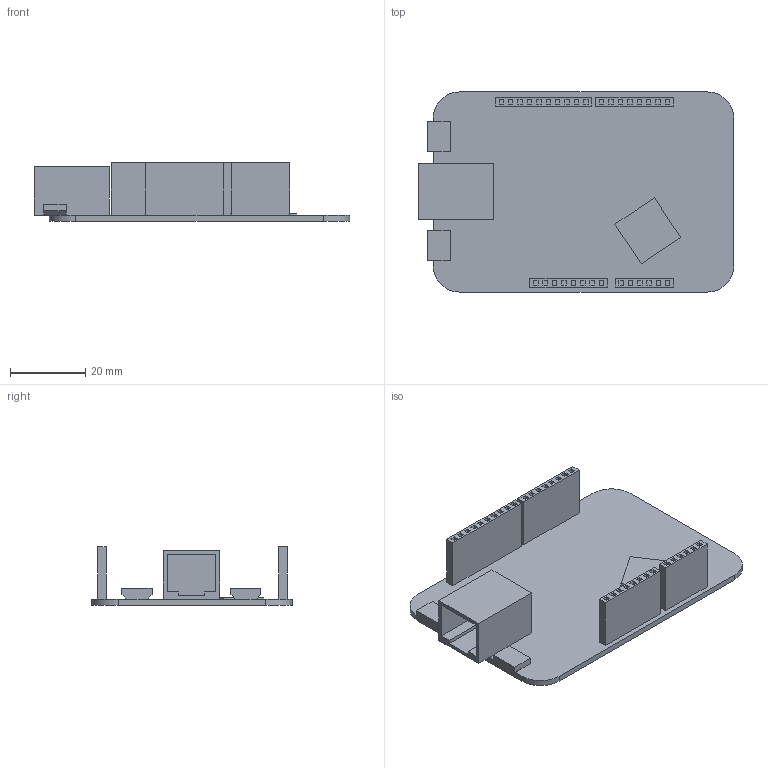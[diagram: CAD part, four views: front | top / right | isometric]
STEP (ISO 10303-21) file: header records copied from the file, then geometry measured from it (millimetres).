
FILE_DESCRIPTION (( 'STEP AP214' ), '1' );
FILE_NAME ('K64F.STEP', '2019-07-25T10:41:17', ( '' ), ( '' ), 'SwSTEP 2.0', 'SolidWorks 2018', '' );
FILE_SCHEMA (( 'AUTOMOTIVE_DESIGN' ));
Length unit declared in the file: millimetre
Products named in the file (1): K64F
Bounding box: 84 x 53.3 x 15.6 mm (x, y, z)
Volume: 10558.7 mm3; surface area: 16023.1 mm2
Topology: 5 solids, 5 shells, 198 faces, 552 edges, 366 vertices
Faces by surface type: plane 194, cylinder 4
Entity records: 6579 total; most frequent: CARTESIAN_POINT 1117, ORIENTED_EDGE 1104, DIRECTION 958, EDGE_CURVE 552, VECTOR 544, LINE 544, VERTEX_POINT 366, EDGE_LOOP 264
